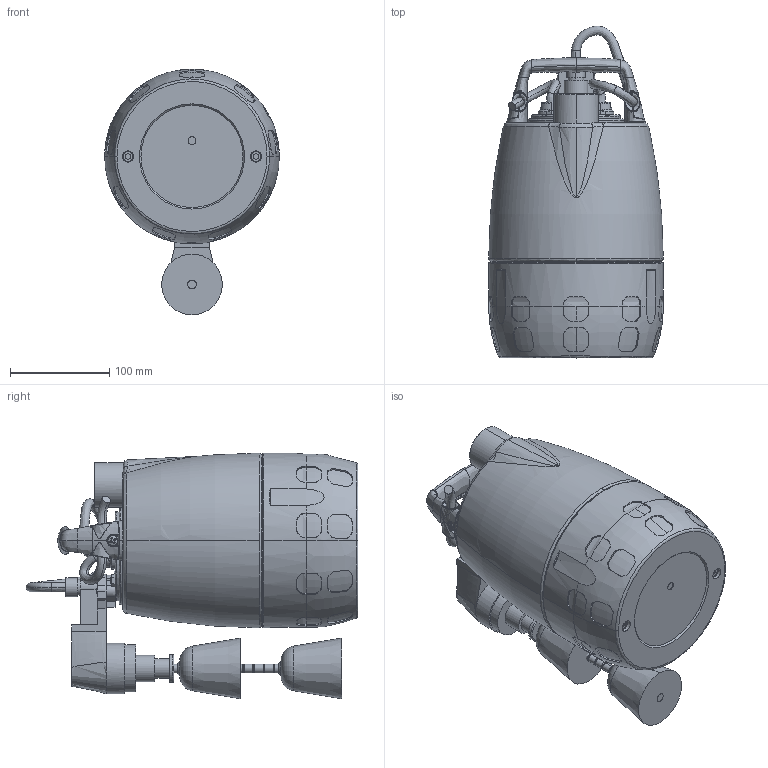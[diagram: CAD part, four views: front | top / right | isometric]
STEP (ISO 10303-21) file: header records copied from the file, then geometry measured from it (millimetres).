
FILE_DESCRIPTION (( 'STEP AP214' ), '1' );
FILE_NAME ('4_93_411_03_REV00.step', '2023-01-20T16:10:38', ( '' ), ( '' ), 'SwSTEP 2.0', 'SolidWorks 2020', '' );
FILE_SCHEMA (( 'AUTOMOTIVE_DESIGN' ));
Length unit declared in the file: millimetre
Products named in the file (8): Copia di Copia di 174929^Copia di 4_93_411_01_REV00_4_93_411_03_REV00; Copia di gall^4_93_411_03_REV00; Copia (2) di Copia di 4_93_388_03_REV00^Copia di gall_4_93_411_03_REV00; Copia di 156445^Copia di 4_93_411_01_REV00_4_93_411_03_REV00; 4_93_411_03_REV00; Copia di 4_93_411_01_REV00^4_93_411_03_REV00; Copia di Copia di Filtro^Copia di 4_93_411_01_REV00_4_93_411_03_REV00; Copia di 176662^Copia di gall_4_93_411_03_REV00
Assembly tree (7 placements, depth 3):
  4_93_411_03_REV00
    Copia di 4_93_411_01_REV00^4_93_411_03_REV00
      Copia di 156445^Copia di 4_93_411_01_REV00_4_93_411_03_REV00
      Copia di Copia di 174929^Copia di 4_93_411_01_REV00_4_93_411_03_REV00
      Copia di Copia di Filtro^Copia di 4_93_411_01_REV00_4_93_411_03_REV00
    Copia di gall^4_93_411_03_REV00
      Copia di 176662^Copia di gall_4_93_411_03_REV00
      Copia (2) di Copia di 4_93_388_03_REV00^Copia di gall_4_93_411_03_REV00
Bounding box: 176 x 334.58 x 247.6 mm (x, y, z)
Volume: 6205590.9 mm3; surface area: 373505.3 mm2
Topology: 19 solids, 19 shells, 2104 faces, 5143 edges, 3112 vertices
Faces by surface type: bspline 726, plane 581, cylinder 571, torus 122, cone 84, sphere 20
Entity records: 258012 total; most frequent: CARTESIAN_POINT 216152, ORIENTED_EDGE 10254, DIRECTION 5666, EDGE_CURVE 5127, VERTEX_POINT 3112, B_SPLINE_CURVE_WITH_KNOTS 2872, EDGE_LOOP 2167, FACE_OUTER_BOUND 2104
